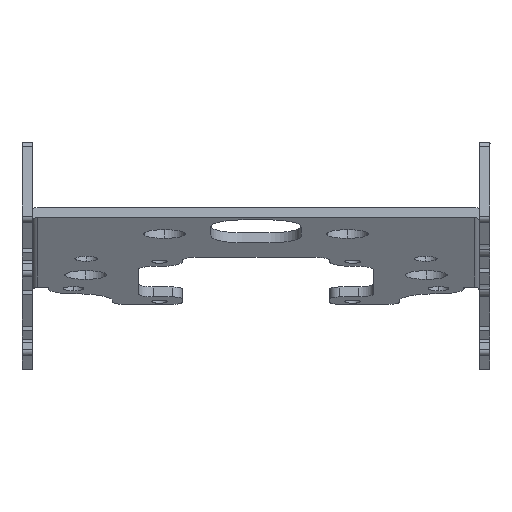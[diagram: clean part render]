
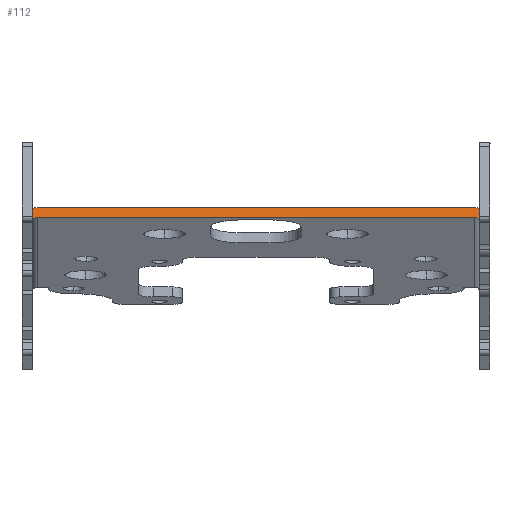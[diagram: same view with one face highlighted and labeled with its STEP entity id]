
A CAD part, left-side view. The second image highlights one B-rep face of the part: STEP entity #112.
In plain terms, the highlighted planar face has unit normal (-0.978, 0, 0.207).
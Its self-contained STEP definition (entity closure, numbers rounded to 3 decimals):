
#112=ADVANCED_FACE('',(#338),#4027,.T.);
#338=FACE_OUTER_BOUND('',#564,.T.);
#564=EDGE_LOOP('',(#986,#987,#988,#989,#990,#991,#992,#993,#994,#995,#996,
#997));
#986=ORIENTED_EDGE('',*,*,#2190,.F.);
#987=ORIENTED_EDGE('',*,*,#2194,.T.);
#988=ORIENTED_EDGE('',*,*,#2185,.F.);
#989=ORIENTED_EDGE('',*,*,#2205,.F.);
#990=ORIENTED_EDGE('',*,*,#2204,.T.);
#991=ORIENTED_EDGE('',*,*,#2203,.F.);
#992=ORIENTED_EDGE('',*,*,#2202,.T.);
#993=ORIENTED_EDGE('',*,*,#2201,.F.);
#994=ORIENTED_EDGE('',*,*,#2200,.T.);
#995=ORIENTED_EDGE('',*,*,#2199,.T.);
#996=ORIENTED_EDGE('',*,*,#2187,.F.);
#997=ORIENTED_EDGE('',*,*,#2193,.T.);
#2185=EDGE_CURVE('',#3538,#3540,#2826,.T.);
#2187=EDGE_CURVE('',#3542,#3541,#2828,.T.);
#2190=EDGE_CURVE('',#3475,#3474,#2831,.T.);
#2193=EDGE_CURVE('',#3542,#3474,#3211,.T.);
#2194=EDGE_CURVE('',#3475,#3540,#3212,.T.);
#2199=EDGE_CURVE('',#3533,#3541,#2833,.T.);
#2200=EDGE_CURVE('',#3536,#3533,#2834,.T.);
#2201=EDGE_CURVE('',#3536,#3470,#3217,.T.);
#2202=EDGE_CURVE('',#3469,#3470,#2835,.T.);
#2203=EDGE_CURVE('',#3469,#3535,#3218,.T.);
#2204=EDGE_CURVE('',#3532,#3535,#2836,.T.);
#2205=EDGE_CURVE('',#3532,#3538,#2837,.T.);
#2826=B_SPLINE_CURVE_WITH_KNOTS('',1,(#5503,#5504),.UNSPECIFIED.,.F.,.F.,
(2,2),(-2.,-1.5),.UNSPECIFIED.);
#2828=B_SPLINE_CURVE_WITH_KNOTS('',1,(#5509,#5510),.UNSPECIFIED.,.F.,.F.,
(2,2),(1.5,2.),.UNSPECIFIED.);
#2831=B_SPLINE_CURVE_WITH_KNOTS('',1,(#5519,#5520),.UNSPECIFIED.,.F.,.F.,
(2,2),(-43.035,43.035),.UNSPECIFIED.);
#2833=B_SPLINE_CURVE_WITH_KNOTS('',1,(#5546,#5547),.UNSPECIFIED.,.F.,.F.,
(2,2),(0.,1.),.UNSPECIFIED.);
#2834=B_SPLINE_CURVE_WITH_KNOTS('',1,(#5548,#5549),.UNSPECIFIED.,.F.,.F.,
(2,2),(1.5,2.),.UNSPECIFIED.);
#2835=B_SPLINE_CURVE_WITH_KNOTS('',1,(#5553,#5554),.UNSPECIFIED.,.F.,.F.,
(2,2),(-43.035,43.035),.UNSPECIFIED.);
#2836=B_SPLINE_CURVE_WITH_KNOTS('',1,(#5558,#5559),.UNSPECIFIED.,.F.,.F.,
(2,2),(-2.,-1.5),.UNSPECIFIED.);
#2837=B_SPLINE_CURVE_WITH_KNOTS('',1,(#5560,#5561),.UNSPECIFIED.,.F.,.F.,
(2,2),(0.,1.),.UNSPECIFIED.);
#3211=(
BOUNDED_CURVE()
B_SPLINE_CURVE(2,(#5528,#5529,#5530),.UNSPECIFIED.,.F.,.F.)
B_SPLINE_CURVE_WITH_KNOTS((3,3),(-4.712,0.),.UNSPECIFIED.)
CURVE()
GEOMETRIC_REPRESENTATION_ITEM()
RATIONAL_B_SPLINE_CURVE((1.,0.707,1.))
REPRESENTATION_ITEM('')
);
#3212=(
BOUNDED_CURVE()
B_SPLINE_CURVE(2,(#5531,#5532,#5533),.UNSPECIFIED.,.F.,.F.)
B_SPLINE_CURVE_WITH_KNOTS((3,3),(0.,4.712),.UNSPECIFIED.)
CURVE()
GEOMETRIC_REPRESENTATION_ITEM()
RATIONAL_B_SPLINE_CURVE((1.,0.707,1.))
REPRESENTATION_ITEM('')
);
#3217=(
BOUNDED_CURVE()
B_SPLINE_CURVE(2,(#5550,#5551,#5552),.UNSPECIFIED.,.F.,.F.)
B_SPLINE_CURVE_WITH_KNOTS((3,3),(-4.712,0.),.UNSPECIFIED.)
CURVE()
GEOMETRIC_REPRESENTATION_ITEM()
RATIONAL_B_SPLINE_CURVE((1.,0.707,1.))
REPRESENTATION_ITEM('')
);
#3218=(
BOUNDED_CURVE()
B_SPLINE_CURVE(2,(#5555,#5556,#5557),.UNSPECIFIED.,.F.,.F.)
B_SPLINE_CURVE_WITH_KNOTS((3,3),(0.,4.712),.UNSPECIFIED.)
CURVE()
GEOMETRIC_REPRESENTATION_ITEM()
RATIONAL_B_SPLINE_CURVE((1.,0.707,1.))
REPRESENTATION_ITEM('')
);
#3469=VERTEX_POINT('',#4887);
#3470=VERTEX_POINT('',#4888);
#3474=VERTEX_POINT('',#4892);
#3475=VERTEX_POINT('',#4893);
#3532=VERTEX_POINT('',#4950);
#3533=VERTEX_POINT('',#4951);
#3535=VERTEX_POINT('',#4953);
#3536=VERTEX_POINT('',#4954);
#3538=VERTEX_POINT('',#4956);
#3540=VERTEX_POINT('',#4958);
#3541=VERTEX_POINT('',#4959);
#3542=VERTEX_POINT('',#4960);
#4027=PLANE('',#4167);
#4167=AXIS2_PLACEMENT_3D('',#4625,#4388,$);
#4388=DIRECTION('',(-0.978,0.,0.207));
#4625=CARTESIAN_POINT('',(2880.118,46.035,497.168));
#4887=CARTESIAN_POINT('',(2880.945,-43.035,501.081));
#4888=CARTESIAN_POINT('',(2880.945,43.035,501.081));
#4892=CARTESIAN_POINT('',(2880.531,43.035,499.124));
#4893=CARTESIAN_POINT('',(2880.531,-43.035,499.124));
#4950=CARTESIAN_POINT('',(2880.118,-46.035,497.168));
#4951=CARTESIAN_POINT('',(2880.118,46.035,497.168));
#4953=CARTESIAN_POINT('',(2880.324,-46.035,498.146));
#4954=CARTESIAN_POINT('',(2880.324,46.035,498.146));
#4956=CARTESIAN_POINT('',(2880.118,-44.035,497.168));
#4958=CARTESIAN_POINT('',(2880.324,-44.035,498.146));
#4959=CARTESIAN_POINT('',(2880.118,44.035,497.168));
#4960=CARTESIAN_POINT('',(2880.324,44.035,498.146));
#5503=CARTESIAN_POINT('',(2880.118,-44.035,497.168));
#5504=CARTESIAN_POINT('',(2880.324,-44.035,498.146));
#5509=CARTESIAN_POINT('',(2880.324,44.035,498.146));
#5510=CARTESIAN_POINT('',(2880.118,44.035,497.168));
#5519=CARTESIAN_POINT('',(2880.531,-43.035,499.124));
#5520=CARTESIAN_POINT('',(2880.531,43.035,499.124));
#5528=CARTESIAN_POINT('',(2880.324,44.035,498.146));
#5529=CARTESIAN_POINT('',(2880.531,44.035,499.124));
#5530=CARTESIAN_POINT('',(2880.531,43.035,499.124));
#5531=CARTESIAN_POINT('',(2880.531,-43.035,499.124));
#5532=CARTESIAN_POINT('',(2880.531,-44.035,499.124));
#5533=CARTESIAN_POINT('',(2880.324,-44.035,498.146));
#5546=CARTESIAN_POINT('',(2880.118,46.035,497.168));
#5547=CARTESIAN_POINT('',(2880.118,44.035,497.168));
#5548=CARTESIAN_POINT('',(2880.324,46.035,498.146));
#5549=CARTESIAN_POINT('',(2880.118,46.035,497.168));
#5550=CARTESIAN_POINT('',(2880.324,46.035,498.146));
#5551=CARTESIAN_POINT('',(2880.945,46.035,501.081));
#5552=CARTESIAN_POINT('',(2880.945,43.035,501.081));
#5553=CARTESIAN_POINT('',(2880.945,-43.035,501.081));
#5554=CARTESIAN_POINT('',(2880.945,43.035,501.081));
#5555=CARTESIAN_POINT('',(2880.945,-43.035,501.081));
#5556=CARTESIAN_POINT('',(2880.945,-46.035,501.081));
#5557=CARTESIAN_POINT('',(2880.324,-46.035,498.146));
#5558=CARTESIAN_POINT('',(2880.118,-46.035,497.168));
#5559=CARTESIAN_POINT('',(2880.324,-46.035,498.146));
#5560=CARTESIAN_POINT('',(2880.118,-46.035,497.168));
#5561=CARTESIAN_POINT('',(2880.118,-44.035,497.168));
